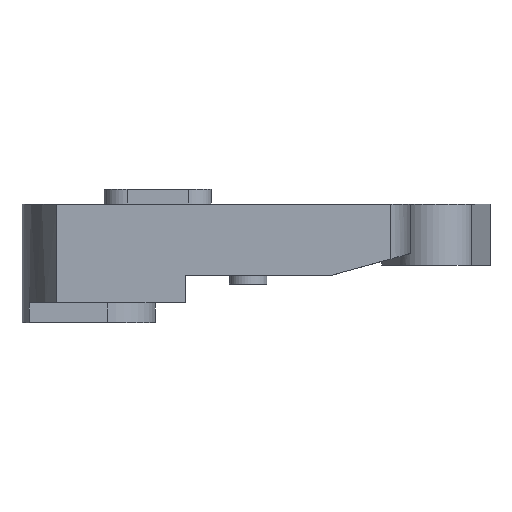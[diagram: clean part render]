
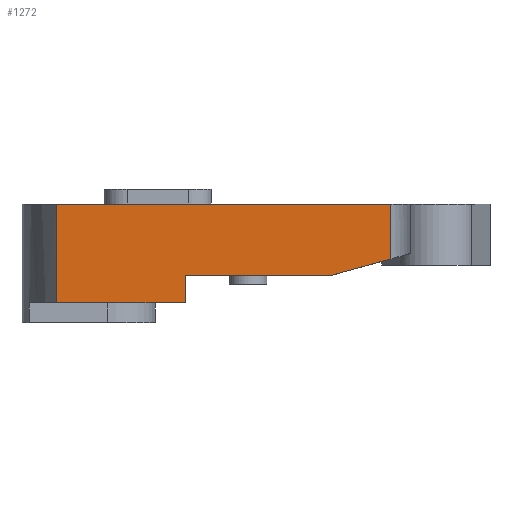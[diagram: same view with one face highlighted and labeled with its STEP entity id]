
A CAD part, left-side view. The second image highlights one B-rep face of the part: STEP entity #1272.
In plain terms, the highlighted planar face has unit normal (-1, 0, 0).
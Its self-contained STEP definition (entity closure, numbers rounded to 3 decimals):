
#82=LINE('',#1918,#191);
#96=LINE('',#1992,#205);
#120=LINE('',#2064,#229);
#126=LINE('',#2077,#235);
#127=LINE('',#2079,#236);
#128=LINE('',#2081,#237);
#129=LINE('',#2082,#238);
#191=VECTOR('',#1509,10.);
#205=VECTOR('',#1587,10.);
#229=VECTOR('',#1653,10.);
#235=VECTOR('',#1669,10.);
#236=VECTOR('',#1670,10.);
#237=VECTOR('',#1671,10.);
#238=VECTOR('',#1672,10.);
#306=PLANE('',#1401);
#355=FACE_OUTER_BOUND('',#438,.T.);
#438=EDGE_LOOP('',(#1024,#1025,#1026,#1027,#1028,#1029,#1030));
#578=VERTEX_POINT('',#1915);
#579=VERTEX_POINT('',#1917);
#606=VERTEX_POINT('',#1988);
#634=VERTEX_POINT('',#2063);
#636=VERTEX_POINT('',#2076);
#637=VERTEX_POINT('',#2078);
#638=VERTEX_POINT('',#2080);
#703=EDGE_CURVE('',#578,#579,#82,.T.);
#740=EDGE_CURVE('',#579,#606,#96,.T.);
#777=EDGE_CURVE('',#606,#634,#120,.T.);
#784=EDGE_CURVE('',#636,#578,#126,.T.);
#785=EDGE_CURVE('',#637,#636,#127,.T.);
#786=EDGE_CURVE('',#638,#637,#128,.T.);
#787=EDGE_CURVE('',#634,#638,#129,.T.);
#1024=ORIENTED_EDGE('',*,*,#740,.F.);
#1025=ORIENTED_EDGE('',*,*,#703,.F.);
#1026=ORIENTED_EDGE('',*,*,#784,.F.);
#1027=ORIENTED_EDGE('',*,*,#785,.F.);
#1028=ORIENTED_EDGE('',*,*,#786,.F.);
#1029=ORIENTED_EDGE('',*,*,#787,.F.);
#1030=ORIENTED_EDGE('',*,*,#777,.F.);
#1272=ADVANCED_FACE('',(#355),#306,.T.);
#1401=AXIS2_PLACEMENT_3D('',#2075,#1667,#1668);
#1509=DIRECTION('',(0.,-1.,0.));
#1587=DIRECTION('',(0.,0.,-1.));
#1653=DIRECTION('',(0.,0.964,-0.267));
#1667=DIRECTION('center_axis',(-1.,0.,0.));
#1668=DIRECTION('ref_axis',(0.,0.,
1.));
#1669=DIRECTION('',(0.,0.,1.));
#1670=DIRECTION('',(0.,1.,0.));
#1671=DIRECTION('',(0.,0.,-1.));
#1672=DIRECTION('',(0.,1.,0.));
#1915=CARTESIAN_POINT('',(-11.018,52.894,-11.807));
#1917=CARTESIAN_POINT('',(-11.018,17.295,-11.807));
#1918=CARTESIAN_POINT('',(-11.018,25.315,-11.807));
#1988=CARTESIAN_POINT('',(-11.018,17.295,-17.653));
#1992=CARTESIAN_POINT('',(-11.018,17.295,-18.331));
#2063=CARTESIAN_POINT('',(-11.018,23.724,-19.431));
#2064=CARTESIAN_POINT('',(-11.018,28.429,-20.732));
#2075=CARTESIAN_POINT('Origin',(-11.018,34.508,-17.069));
#2076=CARTESIAN_POINT('',(-11.018,52.894,-22.331));
#2077=CARTESIAN_POINT('',(-11.018,52.894,-14.438));
#2078=CARTESIAN_POINT('',(-11.018,39.223,-22.331));
#2079=CARTESIAN_POINT('',(-11.018,43.701,-22.331));
#2080=CARTESIAN_POINT('',(-11.018,39.223,-19.431));
#2081=CARTESIAN_POINT('',(-11.018,39.223,-19.7));
#2082=CARTESIAN_POINT('',(-11.018,36.865,-19.431));
